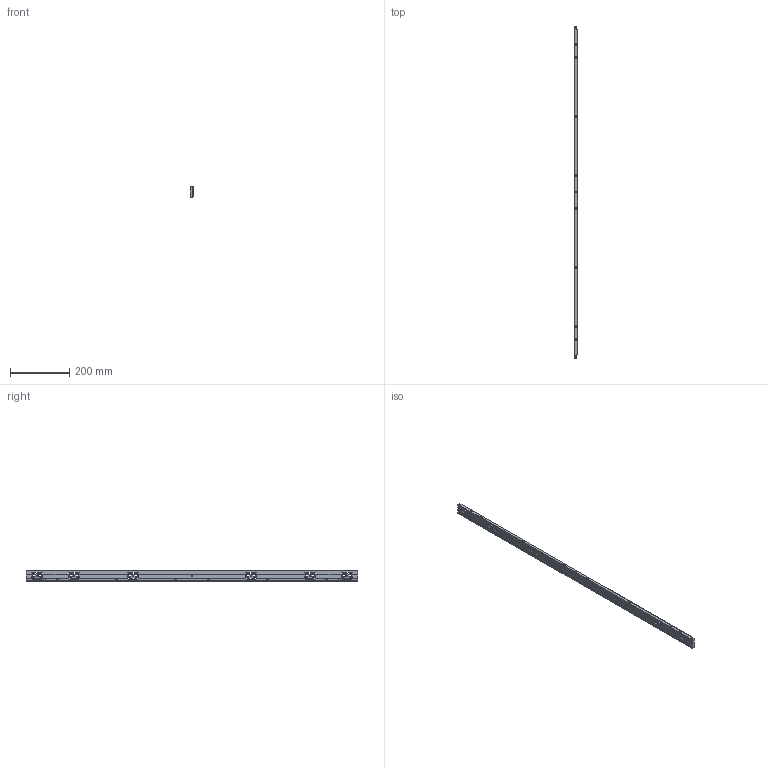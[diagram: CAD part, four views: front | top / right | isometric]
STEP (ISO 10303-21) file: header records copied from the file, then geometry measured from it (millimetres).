
FILE_DESCRIPTION(/* description */ (''),/* implementation_level */ '2;1');
FILE_NAME(/* name */ 'FN101A102_C____MOUNTING SPAR W CLAMPS.stp',/* time_stamp */ '2020-12-03T10:59:15+00:00',/* author */ (''),/* organization */ (''),/* preprocessor_version */ 'ST-DEVELOPER v16.7',/* originating_system */ 'SIEMENS PLM Software NX 12.0',/* authorisation */ '');
FILE_SCHEMA (('AUTOMOTIVE_DESIGN { 1 0 10303 214 3 1 1 1 }'));
Length unit declared in the file: millimetre
Products named in the file (1): 1117460-A
Bounding box: 11.85 x 1125 x 36.1 mm (x, y, z)
Volume: 329613.3 mm3; surface area: 132776.5 mm2
Topology: 17 solids, 17 shells, 1374 faces, 3879 edges, 2554 vertices
Faces by surface type: plane 741, cylinder 510, cone 91, torus 32
Full cylindrical faces by diameter (mm): 2.05 x8, 2.9 x8, 3 x8, 3.1 x8, 3.4 x16, 3.86 x8, 4.3 x19, 4.6 x16, 6.6 x7, 7 x8, 7.6 x8, 12.9 x7
Entity records: 46353 total; most frequent: CARTESIAN_POINT 11661, DIRECTION 7119, ORIENTED_EDGE 7082, EDGE_CURVE 3541, AXIS2_PLACEMENT_3D 2619, VERTEX_POINT 2479, LINE 1881, VECTOR 1881
